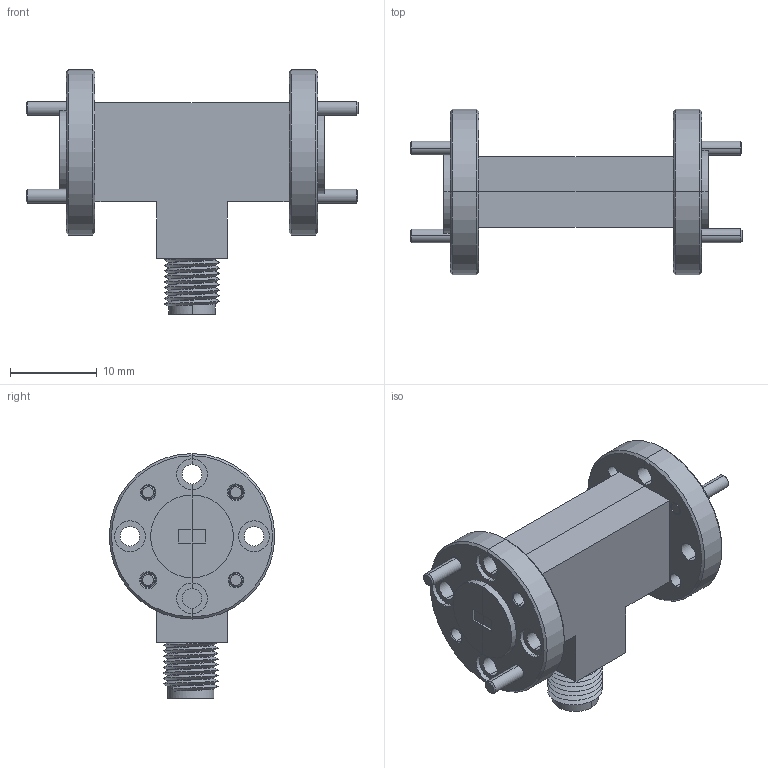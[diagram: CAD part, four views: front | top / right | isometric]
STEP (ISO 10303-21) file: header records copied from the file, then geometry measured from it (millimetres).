
FILE_DESCRIPTION (( 'STEP AP203' ), '1' );
FILE_NAME ('SKA-6039033030-1212-A1.STEP', '2019-03-27T16:31:02', ( '' ), ( '' ), 'SwSTEP 2.0', 'SolidWorks 2016', '' );
FILE_SCHEMA (( 'CONFIG_CONTROL_DESIGN' ));
Length unit declared in the file: millimetre
Products named in the file (1): SKA-6039033030-1212-A1
Bounding box: 38.23 x 19.05 x 28.19 mm (x, y, z)
Surface area: 3514.2 mm2 (no closed solid volume)
Topology: 0 solids, 12 shells, 302 faces, 759 edges, 474 vertices
Faces by surface type: cylinder 113, plane 102, cone 85, bspline 2
Entity records: 10179 total; most frequent: CARTESIAN_POINT 3021, DIRECTION 1530, ORIENTED_EDGE 1349, EDGE_CURVE 759, AXIS2_PLACEMENT_3D 564, VERTEX_POINT 474, LINE 402, VECTOR 402
